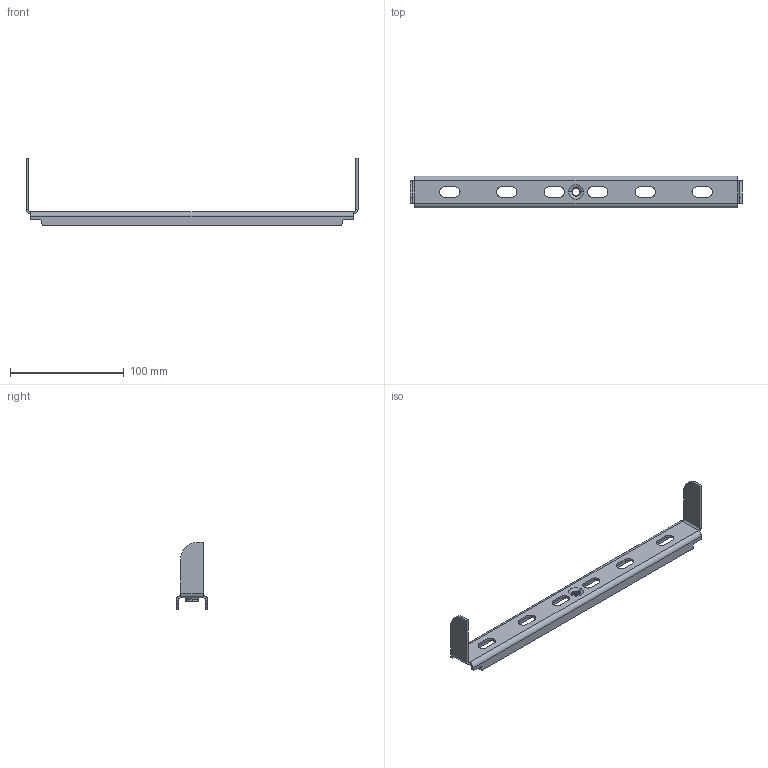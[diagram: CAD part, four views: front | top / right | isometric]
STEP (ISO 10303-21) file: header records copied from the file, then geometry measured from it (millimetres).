
FILE_DESCRIPTION((''),'2;1');
FILE_NAME('WKW300H60_PRT','2020-01-02T10:58:13',('tomasz.grudniewski'),(''),'CREO PARAMETRIC BY PTC INC, 2018400','CREO PARAMETRIC BY PTC INC, 2018400','');
FILE_SCHEMA(('CONFIG_CONTROL_DESIGN'));
Length unit declared in the file: millimetre
Products named in the file (1): WKW300H60_PRT
Bounding box: 292 x 28 x 59.22 mm (x, y, z)
Volume: 27869.4 mm3; surface area: 30198.9 mm2
Topology: 1 solids, 1 shells, 97 faces, 252 edges, 157 vertices
Faces by surface type: plane 52, cylinder 36, torus 5, bspline 4
Entity records: 3467 total; most frequent: CARTESIAN_POINT 1014, ORIENTED_EDGE 504, DIRECTION 500, EDGE_CURVE 252, AXIS2_PLACEMENT_3D 174, VERTEX_POINT 157, VECTOR 152, LINE 152
